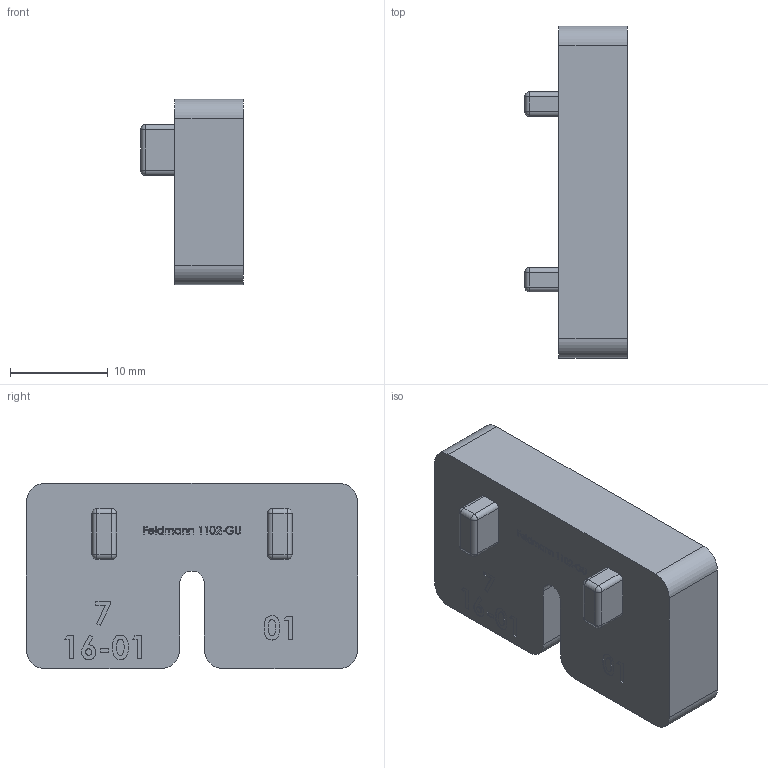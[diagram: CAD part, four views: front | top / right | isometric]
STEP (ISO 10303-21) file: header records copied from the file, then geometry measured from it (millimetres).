
FILE_DESCRIPTION (( 'STEP AP203' ), '1' );
FILE_NAME ('1102-GU.step', '2020-03-30T11:44:31', ( '' ), ( '' ), 'SwSTEP 2.0', 'SolidWorks 2015', '' );
FILE_SCHEMA (( 'CONFIG_CONTROL_DESIGN' ));
Length unit declared in the file: millimetre
Products named in the file (2): 1102-GU
Bounding box: 10.5 x 34 x 19 mm (x, y, z)
Volume: 4401.5 mm3; surface area: 2181.6 mm2
Topology: 1 solids, 1 shells, 359 faces, 950 edges, 620 vertices
Faces by surface type: plane 199, bspline 129, cylinder 23, sphere 8
Entity records: 18251 total; most frequent: CARTESIAN_POINT 10092, ORIENTED_EDGE 1884, DIRECTION 1194, EDGE_CURVE 942, LINE 638, VECTOR 638, VERTEX_POINT 620, EDGE_LOOP 394
